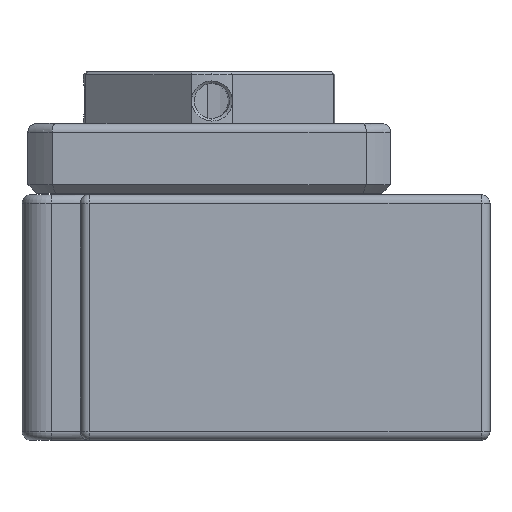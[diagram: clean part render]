
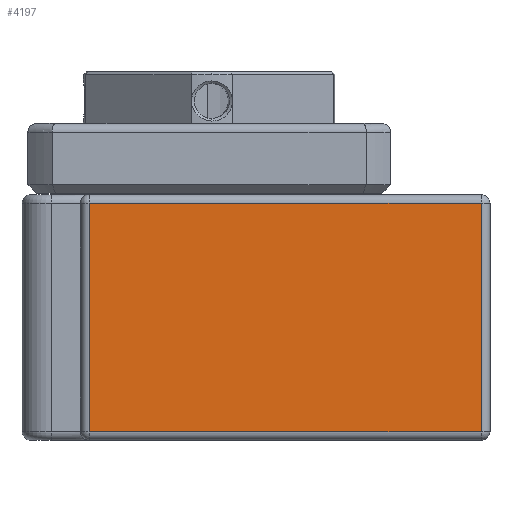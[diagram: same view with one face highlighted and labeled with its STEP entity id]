
A CAD part, left-side view. The second image highlights one B-rep face of the part: STEP entity #4197.
In plain terms, the highlighted planar face has unit normal (-1, 0, 0).
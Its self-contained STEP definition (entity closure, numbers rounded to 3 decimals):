
#322 = ORIENTED_EDGE ( 'NONE', *, *, #5719, .T. ) ;
#509 = VERTEX_POINT ( 'NONE', #6403 ) ;
#870 = EDGE_CURVE ( 'NONE', #5399, #509, #13157, .T. ) ;
#967 = CARTESIAN_POINT ( 'NONE',  ( -53., -40., -19.5 ) ) ;
#1716 = AXIS2_PLACEMENT_3D ( 'NONE', #6900, #16725, #8293 ) ;
#1818 = LINE ( 'NONE', #967, #5092 ) ;
#2168 = CARTESIAN_POINT ( 'NONE',  ( -53., 30., 19.5 ) ) ;
#2333 = CARTESIAN_POINT ( 'NONE',  ( -53., -38.5, 19.5 ) ) ;
#4197 = ADVANCED_FACE ( 'NONE', ( #15058 ), #15288, .F. ) ;
#4520 = EDGE_LOOP ( 'NONE', ( #12423, #8276, #322, #12221 ) ) ;
#4976 = VERTEX_POINT ( 'NONE', #15466 ) ;
#5092 = VECTOR ( 'NONE', #9361, 1000. ) ;
#5399 = VERTEX_POINT ( 'NONE', #9214 ) ;
#5719 = EDGE_CURVE ( 'NONE', #4976, #6519, #6032, .T. ) ;
#5848 = CARTESIAN_POINT ( 'NONE',  ( -53., -38.5, 21. ) ) ;
#6032 = LINE ( 'NONE', #5848, #13042 ) ;
#6403 = CARTESIAN_POINT ( 'NONE',  ( -53., 28.5, -19.5 ) ) ;
#6519 = VERTEX_POINT ( 'NONE', #2333 ) ;
#6900 = CARTESIAN_POINT ( 'NONE',  ( -53., 30., 21. ) ) ;
#8276 = ORIENTED_EDGE ( 'NONE', *, *, #13334, .T. ) ;
#8293 = DIRECTION ( 'NONE',  ( 0., 1., 0. ) ) ;
#9214 = CARTESIAN_POINT ( 'NONE',  ( -53., 28.5, 19.5 ) ) ;
#9361 = DIRECTION ( 'NONE',  ( 0., -1., 0. ) ) ;
#9699 = DIRECTION ( 'NONE',  ( 0., 0., -1. ) ) ;
#9859 = VECTOR ( 'NONE', #9699, 1000. ) ;
#10553 = DIRECTION ( 'NONE',  ( 0., 1., 0. ) ) ;
#10697 = EDGE_CURVE ( 'NONE', #6519, #5399, #13730, .T. ) ;
#12221 = ORIENTED_EDGE ( 'NONE', *, *, #10697, .T. ) ;
#12423 = ORIENTED_EDGE ( 'NONE', *, *, #870, .T. ) ;
#13042 = VECTOR ( 'NONE', #17098, 1000. ) ;
#13157 = LINE ( 'NONE', #16722, #9859 ) ;
#13291 = VECTOR ( 'NONE', #10553, 1000. ) ;
#13334 = EDGE_CURVE ( 'NONE', #509, #4976, #1818, .T. ) ;
#13730 = LINE ( 'NONE', #2168, #13291 ) ;
#15058 = FACE_OUTER_BOUND ( 'NONE', #4520, .T. ) ;
#15288 = PLANE ( 'NONE',  #1716 ) ;
#15466 = CARTESIAN_POINT ( 'NONE',  ( -53., -38.5, -19.5 ) ) ;
#16722 = CARTESIAN_POINT ( 'NONE',  ( -53., 28.5, 21. ) ) ;
#16725 = DIRECTION ( 'NONE',  ( 1., 0., 0. ) ) ;
#17098 = DIRECTION ( 'NONE',  ( 0., 0., 1. ) ) ;
